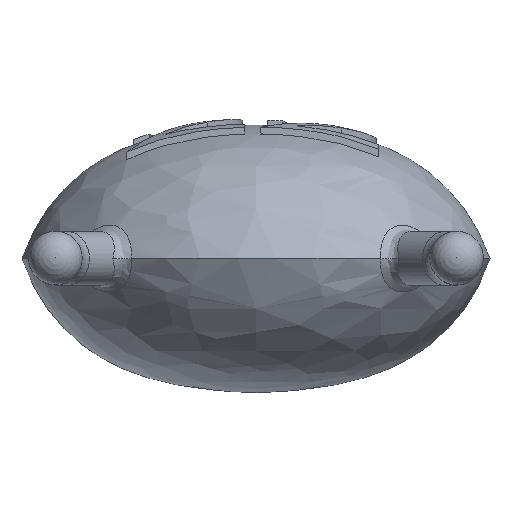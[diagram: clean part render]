
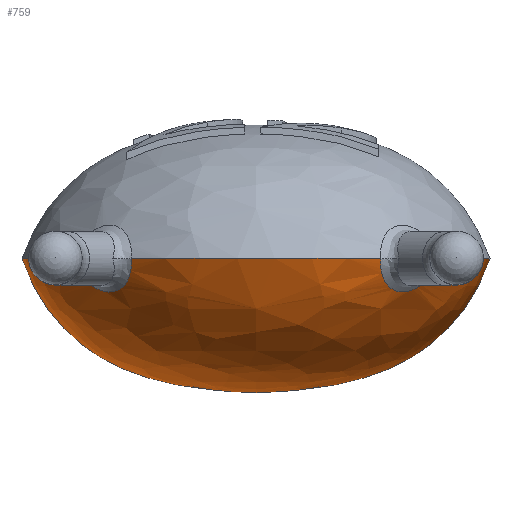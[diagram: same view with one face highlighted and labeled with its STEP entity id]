
A CAD part, top view. The second image highlights one B-rep face of the part: STEP entity #759.
In plain terms, the highlighted free-form (B-spline) face has degree [3, 3] with [6, 4] control points.
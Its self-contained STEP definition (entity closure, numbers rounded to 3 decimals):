
#109=CIRCLE('',#823,1.482);
#110=CIRCLE('',#824,1.482);
#111=CIRCLE('',#825,1.482);
#125=FACE_OUTER_BOUND('',#169,.T.);
#169=EDGE_LOOP('',(#527,#528,#529,#530,#531,#532,#533));
#244=B_SPLINE_CURVE_WITH_KNOTS('',3,(#1588,#1589,#1590,#1591,#1592,#1593),
 .UNSPECIFIED.,.F.,.F.,(4,1,1,4),(0.,0.387,0.487,
1.),.UNSPECIFIED.);
#245=B_SPLINE_CURVE_WITH_KNOTS('',3,(#1594,#1595,#1596,#1597,#1598,#1599),
 .UNSPECIFIED.,.F.,.F.,(4,1,1,4),(0.,0.387,0.487,
1.),.UNSPECIFIED.);
#246=B_SPLINE_CURVE_WITH_KNOTS('',3,(#1603,#1604,#1605,#1606,#1607,#1608,
#1609,#1610,#1611,#1612),.UNSPECIFIED.,.F.,.F.,(4,2,2,2,4),(0.,
0.,0.,0.001,0.001),
 .UNSPECIFIED.);
#247=B_SPLINE_CURVE_WITH_KNOTS('',3,(#1615,#1616,#1617,#1618,#1619,#1620,
#1621,#1622,#1623,#1624),.UNSPECIFIED.,.F.,.F.,(4,2,2,2,4),(0.,
0.,0.,0.001,0.001),
 .UNSPECIFIED.);
#304=VERTEX_POINT('',#1305);
#305=VERTEX_POINT('',#1306);
#323=VERTEX_POINT('',#1585);
#324=VERTEX_POINT('',#1587);
#325=VERTEX_POINT('',#1600);
#326=VERTEX_POINT('',#1602);
#327=VERTEX_POINT('',#1613);
#404=EDGE_CURVE('',#305,#323,#109,.T.);
#405=EDGE_CURVE('',#305,#324,#244,.T.);
#406=EDGE_CURVE('',#304,#324,#245,.T.);
#407=EDGE_CURVE('',#325,#304,#110,.T.);
#408=EDGE_CURVE('',#325,#326,#246,.T.);
#409=EDGE_CURVE('',#327,#326,#111,.T.);
#410=EDGE_CURVE('',#327,#323,#247,.T.);
#527=ORIENTED_EDGE('',*,*,#404,.F.);
#528=ORIENTED_EDGE('',*,*,#405,.T.);
#529=ORIENTED_EDGE('',*,*,#406,.F.);
#530=ORIENTED_EDGE('',*,*,#407,.F.);
#531=ORIENTED_EDGE('',*,*,#408,.T.);
#532=ORIENTED_EDGE('',*,*,#409,.F.);
#533=ORIENTED_EDGE('',*,*,#410,.T.);
#733=(
BOUNDED_SURFACE()
B_SPLINE_SURFACE(3,3,((#1561,#1562,#1563,#1564),(#1565,#1566,#1567,#1568),
(#1569,#1570,#1571,#1572),(#1573,#1574,#1575,#1576),(#1577,#1578,#1579,
#1580),(#1581,#1582,#1583,#1584)),.UNSPECIFIED.,.F.,.F.,.F.)
B_SPLINE_SURFACE_WITH_KNOTS((4,1,1,4),(4,4),(0.,0.387,0.487,
1.),(0.,1.),.UNSPECIFIED.)
GEOMETRIC_REPRESENTATION_ITEM()
RATIONAL_B_SPLINE_SURFACE(((1.,0.333,0.333,1.),
(1.,0.333,0.333,1.),(1.,0.333,0.333,
1.),(1.,0.333,0.333,1.),(1.,0.333,0.333,
1.),(1.,0.333,0.333,1.)))
REPRESENTATION_ITEM('')
SURFACE()
);
#759=ADVANCED_FACE('',(#125),#733,.F.);
#823=AXIS2_PLACEMENT_3D('',#1586,#878,#879);
#824=AXIS2_PLACEMENT_3D('',#1601,#880,#881);
#825=AXIS2_PLACEMENT_3D('',#1614,#882,#883);
#878=DIRECTION('center_axis',(0.,1.,0.));
#879=DIRECTION('ref_axis',(0.,0.,1.));
#880=DIRECTION('center_axis',(0.,1.,0.));
#881=DIRECTION('ref_axis',(0.,0.,1.));
#882=DIRECTION('center_axis',(0.,1.,0.));
#883=DIRECTION('ref_axis',(0.,0.,1.));
#1305=CARTESIAN_POINT('',(1.469,0.147,0.078));
#1306=CARTESIAN_POINT('',(-1.494,0.147,0.078));
#1561=CARTESIAN_POINT('Ctrl Pts',(1.469,0.147,0.078));
#1562=CARTESIAN_POINT('Ctrl Pts',(1.469,0.147,3.041));
#1563=CARTESIAN_POINT('Ctrl Pts',(-1.494,0.147,3.041));
#1564=CARTESIAN_POINT('Ctrl Pts',(-1.494,0.147,0.078));
#1565=CARTESIAN_POINT('Ctrl Pts',(1.385,-0.1,0.078));
#1566=CARTESIAN_POINT('Ctrl Pts',(1.385,-0.1,2.873));
#1567=CARTESIAN_POINT('Ctrl Pts',(-1.41,-0.1,2.873));
#1568=CARTESIAN_POINT('Ctrl Pts',(-1.41,-0.1,0.078));
#1569=CARTESIAN_POINT('Ctrl Pts',(1.209,-0.316,0.078));
#1570=CARTESIAN_POINT('Ctrl Pts',(1.209,-0.316,2.522));
#1571=CARTESIAN_POINT('Ctrl Pts',(-1.235,-0.316,2.522));
#1572=CARTESIAN_POINT('Ctrl Pts',(-1.235,-0.316,0.078));
#1573=CARTESIAN_POINT('Ctrl Pts',(0.812,-0.595,0.078));
#1574=CARTESIAN_POINT('Ctrl Pts',(0.812,-0.595,1.727));
#1575=CARTESIAN_POINT('Ctrl Pts',(-0.837,-0.595,
1.727));
#1576=CARTESIAN_POINT('Ctrl Pts',(-0.837,-0.595,
0.078));
#1577=CARTESIAN_POINT('Ctrl Pts',(0.433,-0.692,
0.078));
#1578=CARTESIAN_POINT('Ctrl Pts',(0.433,-0.692,
0.969));
#1579=CARTESIAN_POINT('Ctrl Pts',(-0.458,-0.692,
0.969));
#1580=CARTESIAN_POINT('Ctrl Pts',(-0.458,-0.692,
0.078));
#1581=CARTESIAN_POINT('Ctrl Pts',(-0.013,-0.7,
0.078));
#1582=CARTESIAN_POINT('Ctrl Pts',(-0.013,-0.7,
0.078));
#1583=CARTESIAN_POINT('Ctrl Pts',(-0.013,-0.7,
0.078));
#1584=CARTESIAN_POINT('Ctrl Pts',(-0.013,-0.7,
0.078));
#1585=CARTESIAN_POINT('',(-1.164,0.147,1.011));
#1586=CARTESIAN_POINT('Origin',(-0.013,0.147,0.078));
#1587=CARTESIAN_POINT('',(-0.013,-0.7,0.078));
#1588=CARTESIAN_POINT('Ctrl Pts',(-1.494,0.147,0.078));
#1589=CARTESIAN_POINT('Ctrl Pts',(-1.41,-0.1,0.078));
#1590=CARTESIAN_POINT('Ctrl Pts',(-1.235,-0.316,0.078));
#1591=CARTESIAN_POINT('Ctrl Pts',(-0.837,-0.595,
0.078));
#1592=CARTESIAN_POINT('Ctrl Pts',(-0.458,-0.692,
0.078));
#1593=CARTESIAN_POINT('Ctrl Pts',(-0.013,-0.7,
0.078));
#1594=CARTESIAN_POINT('Ctrl Pts',(1.469,0.147,0.078));
#1595=CARTESIAN_POINT('Ctrl Pts',(1.385,-0.1,0.078));
#1596=CARTESIAN_POINT('Ctrl Pts',(1.209,-0.316,0.078));
#1597=CARTESIAN_POINT('Ctrl Pts',(0.812,-0.595,0.078));
#1598=CARTESIAN_POINT('Ctrl Pts',(0.433,-0.692,
0.078));
#1599=CARTESIAN_POINT('Ctrl Pts',(-0.013,-0.7,
0.078));
#1600=CARTESIAN_POINT('',(1.138,0.147,1.011));
#1601=CARTESIAN_POINT('Origin',(-0.013,0.147,0.078));
#1602=CARTESIAN_POINT('',(0.778,0.147,1.331));
#1603=CARTESIAN_POINT('Ctrl Pts',(1.138,0.147,1.011));
#1604=CARTESIAN_POINT('Ctrl Pts',(1.123,0.089,0.999));
#1605=CARTESIAN_POINT('Ctrl Pts',(1.091,0.035,1.001));
#1606=CARTESIAN_POINT('Ctrl Pts',(1.006,-0.045,
1.037));
#1607=CARTESIAN_POINT('Ctrl Pts',(0.956,-0.067,
1.071));
#1608=CARTESIAN_POINT('Ctrl Pts',(0.867,-0.064,
1.153));
#1609=CARTESIAN_POINT('Ctrl Pts',(0.829,-0.041,
1.199));
#1610=CARTESIAN_POINT('Ctrl Pts',(0.782,0.037,
1.279));
#1611=CARTESIAN_POINT('Ctrl Pts',(0.772,0.089,
1.312));
#1612=CARTESIAN_POINT('Ctrl Pts',(0.778,0.147,1.331));
#1613=CARTESIAN_POINT('',(-0.803,0.147,1.331));
#1614=CARTESIAN_POINT('Origin',(-0.013,0.147,0.078));
#1615=CARTESIAN_POINT('Ctrl Pts',(-0.803,0.147,
1.331));
#1616=CARTESIAN_POINT('Ctrl Pts',(-0.797,0.089,
1.312));
#1617=CARTESIAN_POINT('Ctrl Pts',(-0.807,0.037,
1.279));
#1618=CARTESIAN_POINT('Ctrl Pts',(-0.855,-0.041,
1.199));
#1619=CARTESIAN_POINT('Ctrl Pts',(-0.892,-0.064,
1.153));
#1620=CARTESIAN_POINT('Ctrl Pts',(-0.981,-0.067,
1.072));
#1621=CARTESIAN_POINT('Ctrl Pts',(-1.032,-0.044,
1.037));
#1622=CARTESIAN_POINT('Ctrl Pts',(-1.116,0.034,
1.002));
#1623=CARTESIAN_POINT('Ctrl Pts',(-1.148,0.089,
0.999));
#1624=CARTESIAN_POINT('Ctrl Pts',(-1.164,0.147,1.011));
